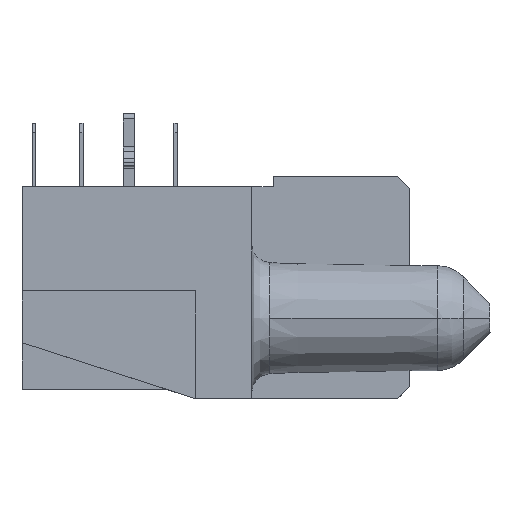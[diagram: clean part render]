
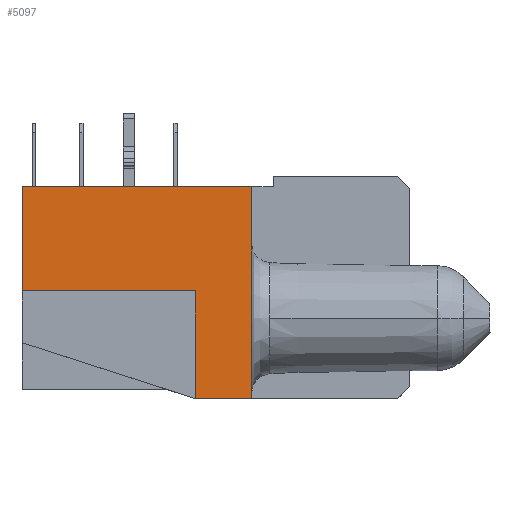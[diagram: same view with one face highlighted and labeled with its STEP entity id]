
A CAD part, left-side view. The second image highlights one B-rep face of the part: STEP entity #5097.
In plain terms, the highlighted planar face has unit normal (-1, 0, 0).
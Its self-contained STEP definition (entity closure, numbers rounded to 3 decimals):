
#2429=CARTESIAN_POINT('',(-2.54,20.83,5.41));
#2430=VERTEX_POINT('',#2429);
#2437=CARTESIAN_POINT('',(-2.54,20.83,-0.18));
#2438=VERTEX_POINT('',#2437);
#2439=CARTESIAN_POINT('',(-2.54,20.83,-0.18));
#2440=DIRECTION('',(0.,0.,1.));
#2441=VECTOR('',#2440,5.59);
#2442=LINE('',#2439,#2441);
#2443=EDGE_CURVE('',#2438,#2430,#2442,.T.);
#2887=CARTESIAN_POINT('',(-2.54,8.5,-5.97));
#2888=VERTEX_POINT('',#2887);
#2895=CARTESIAN_POINT('',(-2.54,11.53,-5.97));
#2896=VERTEX_POINT('',#2895);
#2897=CARTESIAN_POINT('',(-2.54,8.5,-5.97));
#2898=DIRECTION('',(0.,1.,0.));
#2899=VECTOR('',#2898,3.03);
#2900=LINE('',#2897,#2899);
#2901=EDGE_CURVE('',#2888,#2896,#2900,.T.);
#4993=CARTESIAN_POINT('',(-2.54,8.5,5.41));
#4994=VERTEX_POINT('',#4993);
#4995=CARTESIAN_POINT('',(-2.54,8.5,-5.97));
#4996=DIRECTION('',(0.,0.,1.));
#4997=VECTOR('',#4996,11.38);
#4998=LINE('',#4995,#4997);
#4999=EDGE_CURVE('',#2888,#4994,#4998,.T.);
#5067=CARTESIAN_POINT('',(-2.54,20.83,-5.97));
#5068=DIRECTION('',(0.,-1.,0.));
#5069=DIRECTION('',(-1.,0.,0.));
#5070=AXIS2_PLACEMENT_3D('',#5067,#5069,#5068);
#5071=PLANE('',#5070);
#5072=ORIENTED_EDGE('',*,*,#2443,.F.);
#5073=CARTESIAN_POINT('',(-2.54,11.53,-0.18));
#5074=VERTEX_POINT('',#5073);
#5075=CARTESIAN_POINT('',(-2.54,20.83,-0.18));
#5076=DIRECTION('',(0.,-1.,0.));
#5077=VECTOR('',#5076,9.3);
#5078=LINE('',#5075,#5077);
#5079=EDGE_CURVE('',#2438,#5074,#5078,.T.);
#5080=ORIENTED_EDGE('',*,*,#5079,.T.);
#5081=CARTESIAN_POINT('',(-2.54,11.53,-0.18));
#5082=DIRECTION('',(0.,0.,-1.));
#5083=VECTOR('',#5082,5.79);
#5084=LINE('',#5081,#5083);
#5085=EDGE_CURVE('',#5074,#2896,#5084,.T.);
#5086=ORIENTED_EDGE('',*,*,#5085,.T.);
#5087=ORIENTED_EDGE('',*,*,#2901,.F.);
#5088=ORIENTED_EDGE('',*,*,#4999,.T.);
#5089=CARTESIAN_POINT('',(-2.54,20.83,5.41));
#5090=DIRECTION('',(0.,-1.,0.));
#5091=VECTOR('',#5090,12.33);
#5092=LINE('',#5089,#5091);
#5093=EDGE_CURVE('',#2430,#4994,#5092,.T.);
#5094=ORIENTED_EDGE('',*,*,#5093,.F.);
#5095=EDGE_LOOP('',(#5072,#5080,#5086,#5087,#5088,#5094));
#5096=FACE_OUTER_BOUND('',#5095,.T.);
#5097=ADVANCED_FACE('',(#5096),#5071,.T.);
